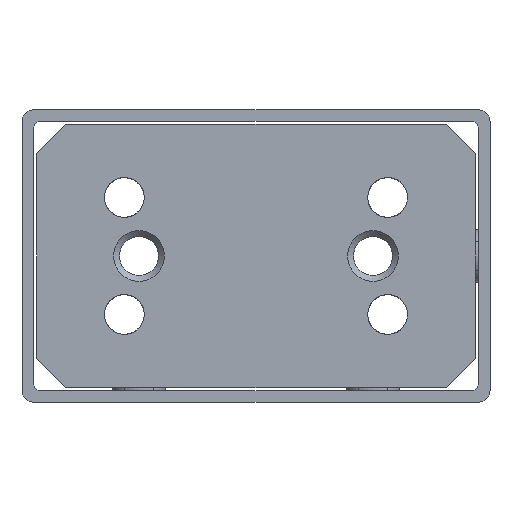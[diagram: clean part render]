
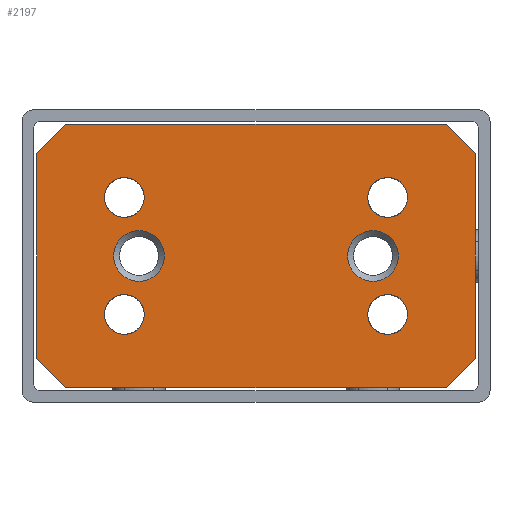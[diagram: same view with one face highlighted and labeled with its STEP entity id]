
A CAD part, front view. The second image highlights one B-rep face of the part: STEP entity #2197.
In plain terms, the highlighted planar face has unit normal (0, -1, 0).
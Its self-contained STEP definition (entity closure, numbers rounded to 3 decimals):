
#158=LINE('',#3235,#250);
#160=LINE('',#3239,#252);
#164=LINE('',#3248,#256);
#168=LINE('',#3257,#260);
#176=LINE('',#3295,#268);
#177=LINE('',#3296,#269);
#178=LINE('',#3297,#270);
#179=LINE('',#3298,#271);
#250=VECTOR('',#2797,1000.);
#252=VECTOR('',#2801,1000.);
#256=VECTOR('',#2807,1000.);
#260=VECTOR('',#2813,1000.);
#268=VECTOR('',#2849,1000.);
#269=VECTOR('',#2850,1000.);
#270=VECTOR('',#2851,1000.);
#271=VECTOR('',#2852,1000.);
#598=ORIENTED_EDGE('',*,*,#822,.T.);
#599=ORIENTED_EDGE('',*,*,#823,.T.);
#600=ORIENTED_EDGE('',*,*,#824,.F.);
#601=ORIENTED_EDGE('',*,*,#825,.F.);
#602=ORIENTED_EDGE('',*,*,#826,.F.);
#603=ORIENTED_EDGE('',*,*,#827,.F.);
#604=ORIENTED_EDGE('',*,*,#798,.T.);
#605=ORIENTED_EDGE('',*,*,#828,.T.);
#606=ORIENTED_EDGE('',*,*,#800,.T.);
#607=ORIENTED_EDGE('',*,*,#829,.T.);
#608=ORIENTED_EDGE('',*,*,#804,.T.);
#609=ORIENTED_EDGE('',*,*,#830,.T.);
#610=ORIENTED_EDGE('',*,*,#808,.T.);
#611=ORIENTED_EDGE('',*,*,#831,.T.);
#798=EDGE_CURVE('',#951,#950,#158,.T.);
#800=EDGE_CURVE('',#952,#953,#160,.T.);
#804=EDGE_CURVE('',#956,#957,#164,.T.);
#808=EDGE_CURVE('',#960,#961,#168,.T.);
#822=EDGE_CURVE('',#970,#970,#1066,.F.);
#823=EDGE_CURVE('',#971,#971,#1067,.F.);
#824=EDGE_CURVE('',#972,#972,#1068,.T.);
#825=EDGE_CURVE('',#973,#973,#1069,.T.);
#826=EDGE_CURVE('',#974,#974,#1070,.T.);
#827=EDGE_CURVE('',#975,#975,#1071,.T.);
#828=EDGE_CURVE('',#950,#952,#176,.F.);
#829=EDGE_CURVE('',#953,#956,#177,.F.);
#830=EDGE_CURVE('',#957,#960,#178,.F.);
#831=EDGE_CURVE('',#961,#951,#179,.F.);
#950=VERTEX_POINT('',#3234);
#951=VERTEX_POINT('',#3236);
#952=VERTEX_POINT('',#3240);
#953=VERTEX_POINT('',#3241);
#956=VERTEX_POINT('',#3249);
#957=VERTEX_POINT('',#3250);
#960=VERTEX_POINT('',#3258);
#961=VERTEX_POINT('',#3259);
#970=VERTEX_POINT('',#3284);
#971=VERTEX_POINT('',#3286);
#972=VERTEX_POINT('',#3288);
#973=VERTEX_POINT('',#3290);
#974=VERTEX_POINT('',#3292);
#975=VERTEX_POINT('',#3294);
#1066=CIRCLE('',#2390,4.324);
#1067=CIRCLE('',#2391,4.324);
#1068=CIRCLE('',#2392,3.4);
#1069=CIRCLE('',#2393,3.4);
#1070=CIRCLE('',#2394,3.4);
#1071=CIRCLE('',#2395,3.4);
#1223=EDGE_LOOP('',(#598));
#1224=EDGE_LOOP('',(#599));
#1225=EDGE_LOOP('',(#600));
#1226=EDGE_LOOP('',(#601));
#1227=EDGE_LOOP('',(#602));
#1228=EDGE_LOOP('',(#603));
#1229=EDGE_LOOP('',(#604,#605,#606,#607,#608,#609,#610,#611));
#1401=FACE_BOUND('',#1223,.T.);
#1402=FACE_BOUND('',#1224,.T.);
#1403=FACE_BOUND('',#1225,.T.);
#1404=FACE_BOUND('',#1226,.T.);
#1405=FACE_BOUND('',#1227,.T.);
#1406=FACE_BOUND('',#1228,.T.);
#1407=FACE_BOUND('',#1229,.T.);
#1469=PLANE('',#2389);
#2197=ADVANCED_FACE('',(#1401,#1402,#1403,#1404,#1405,#1406,#1407),#1469,
 .T.);
#2389=AXIS2_PLACEMENT_3D('',#3282,#2835,#2836);
#2390=AXIS2_PLACEMENT_3D('',#3283,#2837,#2838);
#2391=AXIS2_PLACEMENT_3D('',#3285,#2839,#2840);
#2392=AXIS2_PLACEMENT_3D('',#3287,#2841,#2842);
#2393=AXIS2_PLACEMENT_3D('',#3289,#2843,#2844);
#2394=AXIS2_PLACEMENT_3D('',#3291,#2845,#2846);
#2395=AXIS2_PLACEMENT_3D('',#3293,#2847,#2848);
#2797=DIRECTION('',(0.,0.,-1.));
#2801=DIRECTION('',(1.,0.,0.));
#2807=DIRECTION('',(0.,0.,1.));
#2813=DIRECTION('',(-1.,0.,0.));
#2835=DIRECTION('',(0.,-1.,0.));
#2836=DIRECTION('',(0.,0.,-1.));
#2837=DIRECTION('',(0.,-1.,0.));
#2838=DIRECTION('',(0.,0.,-1.));
#2839=DIRECTION('',(0.,-1.,0.));
#2840=DIRECTION('',(0.,0.,-1.));
#2841=DIRECTION('',(0.,-1.,0.));
#2842=DIRECTION('',(1.,0.,0.));
#2843=DIRECTION('',(0.,-1.,0.));
#2844=DIRECTION('',(1.,0.,0.));
#2845=DIRECTION('',(0.,-1.,0.));
#2846=DIRECTION('',(1.,0.,0.));
#2847=DIRECTION('',(0.,-1.,0.));
#2848=DIRECTION('',(1.,0.,0.));
#2849=DIRECTION('',(-0.707,0.,0.707));
#2850=DIRECTION('',(-0.707,0.,-0.707));
#2851=DIRECTION('',(0.707,0.,-0.707));
#2852=DIRECTION('',(0.707,0.,0.707));
#3234=CARTESIAN_POINT('',(-22.5,0.,-32.5));
#3235=CARTESIAN_POINT('',(-22.5,0.,37.5));
#3236=CARTESIAN_POINT('',(-22.5,0.,32.5));
#3239=CARTESIAN_POINT('',(-22.5,0.,-37.5));
#3240=CARTESIAN_POINT('',(-17.5,0.,-37.5));
#3241=CARTESIAN_POINT('',(17.5,0.,-37.5));
#3248=CARTESIAN_POINT('',(22.5,0.,-37.5));
#3249=CARTESIAN_POINT('',(22.5,0.,-32.5));
#3250=CARTESIAN_POINT('',(22.5,0.,32.5));
#3257=CARTESIAN_POINT('',(22.5,0.,37.5));
#3258=CARTESIAN_POINT('',(17.5,0.,37.5));
#3259=CARTESIAN_POINT('',(-17.5,0.,37.5));
#3282=CARTESIAN_POINT('',(-22.5,0.,-37.5));
#3283=CARTESIAN_POINT('',(0.,0.,-20.));
#3284=CARTESIAN_POINT('',(0.,0.,-24.324));
#3285=CARTESIAN_POINT('',(0.,0.,20.));
#3286=CARTESIAN_POINT('',(0.,0.,15.677));
#3287=CARTESIAN_POINT('',(-10.,0.,22.5));
#3288=CARTESIAN_POINT('',(-6.6,0.,22.5));
#3289=CARTESIAN_POINT('',(-10.,0.,-22.5));
#3290=CARTESIAN_POINT('',(-6.6,0.,-22.5));
#3291=CARTESIAN_POINT('',(10.,0.,-22.5));
#3292=CARTESIAN_POINT('',(13.4,0.,-22.5));
#3293=CARTESIAN_POINT('',(10.,0.,22.5));
#3294=CARTESIAN_POINT('',(13.4,0.,22.5));
#3295=CARTESIAN_POINT('',(-20.,0.,-35.));
#3296=CARTESIAN_POINT('',(-2.5,0.,-57.5));
#3297=CARTESIAN_POINT('',(35.,0.,20.));
#3298=CARTESIAN_POINT('',(-57.5,0.,-2.5));
